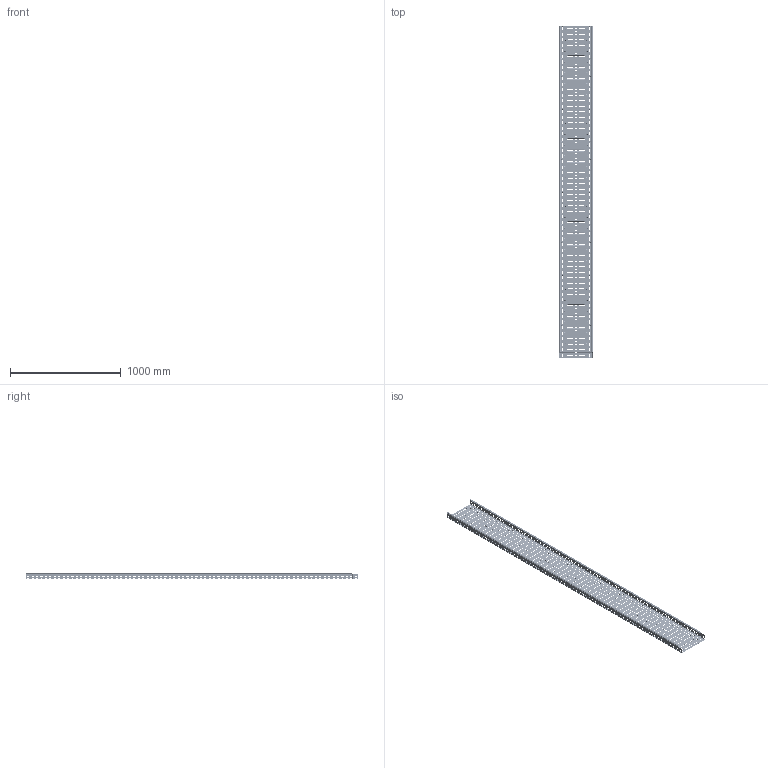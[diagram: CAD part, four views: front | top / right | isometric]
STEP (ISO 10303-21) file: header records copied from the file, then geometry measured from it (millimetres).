
FILE_DESCRIPTION(/* description */ (''),/* implementation_level */ '2;1');
FILE_NAME(/* name */ 'KGR300H60_3.stp',/* time_stamp */ '2020-03-25T08:02:12+01:00',/* author */ ('stanislaw.luczak'),/* organization */ (''),/* preprocessor_version */ 'ST-DEVELOPER v18',/* originating_system */ 'Autodesk Inventor 2020',/* authorisation */ '');
FILE_SCHEMA (('AUTOMOTIVE_DESIGN { 1 0 10303 214 3 1 1 }'));
Products named in the file (1): KGL_KGOL300H60_3
Bounding box: 301 x 3000 x 61.07 mm (x, y, z)
Volume: 610681.1 mm3; surface area: 2425580 mm2
Topology: 1 solids, 1 shells, 12891 faces, 31006 edges, 18890 vertices
Faces by surface type: plane 4738, cylinder 4537, torus 2392, cone 1192, bspline 32
Full cylindrical faces by diameter (mm): 11 x44
Entity records: 377692 total; most frequent: DIRECTION 70290, CARTESIAN_POINT 64458, ORIENTED_EDGE 62012, EDGE_CURVE 31006, AXIS2_PLACEMENT_3D 26470, VERTEX_POINT 18890, LINE 17350, VECTOR 17350
